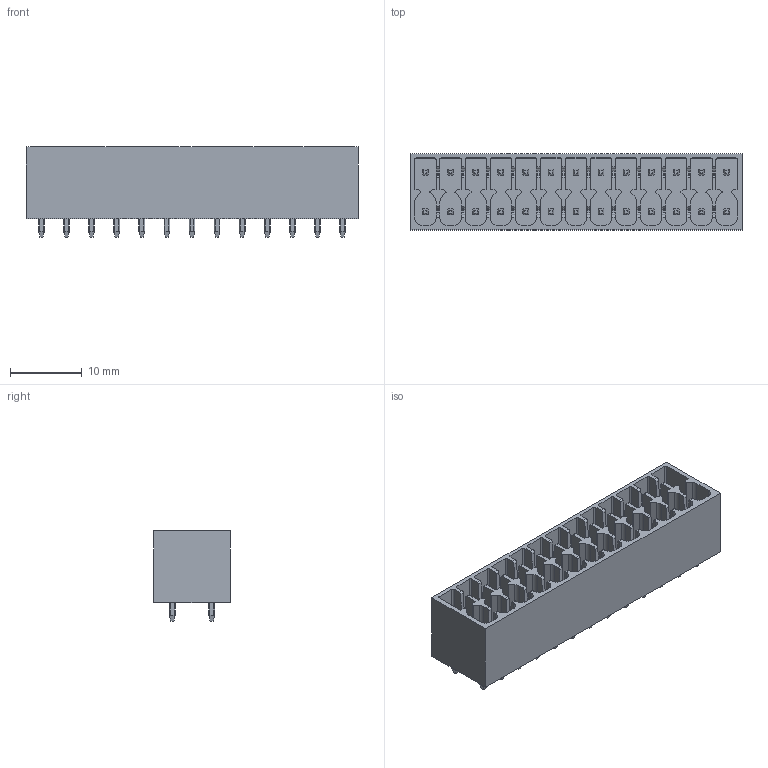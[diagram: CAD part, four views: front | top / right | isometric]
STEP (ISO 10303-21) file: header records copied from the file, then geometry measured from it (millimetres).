
FILE_DESCRIPTION((''),'2;1');
FILE_NAME('44444','2024-09-11T13:44:56',('tluser'),(''),'CREO PARAMETRIC BY PTC INC, 2018100','CREO PARAMETRIC BY PTC INC, 2018100','');
FILE_SCHEMA(('CONFIG_CONTROL_DESIGN'));
Length unit declared in the file: millimetre
Products named in the file (1): 44444
Bounding box: 46.3 x 10.6 x 12.6 mm (x, y, z)
Volume: 3108.4 mm3; surface area: 4324 mm2
Topology: 1 solids, 1 shells, 1135 faces, 3240 edges, 2160 vertices
Faces by surface type: plane 727, cylinder 408
Entity records: 37594 total; most frequent: CARTESIAN_POINT 8121, ORIENTED_EDGE 6480, DIRECTION 5702, EDGE_CURVE 3240, VECTOR 2216, LINE 2216, VERTEX_POINT 2160, AXIS2_PLACEMENT_3D 1743
